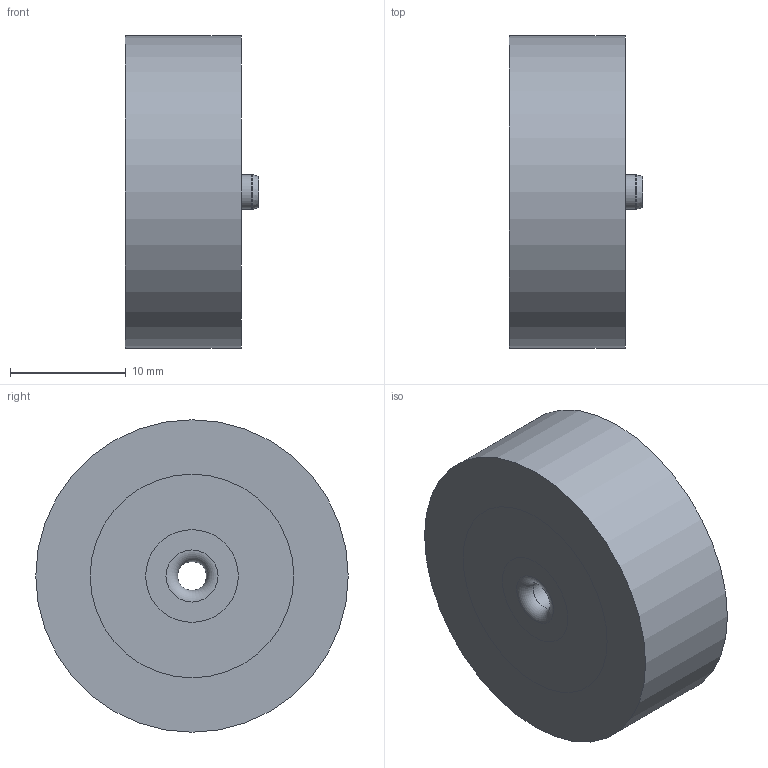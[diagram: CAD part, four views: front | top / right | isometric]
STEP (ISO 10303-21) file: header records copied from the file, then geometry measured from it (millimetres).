
FILE_DESCRIPTION(/* description */ (''),/* implementation_level */ '2;1');
FILE_NAME(/* name */ '08_1200_XXX_XXX_001.stp',/* time_stamp */ '2021-04-21T07:32:45+02:00',/* author */ (''),/* organization */ (''),/* preprocessor_version */ 'ST-DEVELOPER v16',/* originating_system */ 'SIEMENS PLM Software NX 11.0',/* authorisation */ '');
FILE_SCHEMA (('AUTOMOTIVE_DESIGN { 1 0 10303 214 3 1 1 1 }'));
Length unit declared in the file: millimetre
Products named in the file (1): rhen335802FFwerd
Bounding box: 11.5 x 27 x 27 mm (x, y, z)
Volume: 5481.6 mm3; surface area: 2860.9 mm2
Topology: 2 solids, 2 shells, 14 faces, 25 edges, 16 vertices
Faces by surface type: plane 5, cylinder 5, cone 2, torus 2
Full cylindrical faces by diameter (mm): 2.5 x1, 3 x1, 8 x1, 17.6 x1, 27 x1
Entity records: 329 total; most frequent: DIRECTION 58, CARTESIAN_POINT 43, AXIS2_PLACEMENT_3D 29, FACE_BOUND 28, EDGE_LOOP 28, ORIENTED_EDGE 28, ADVANCED_FACE 14, VERTEX_POINT 14
